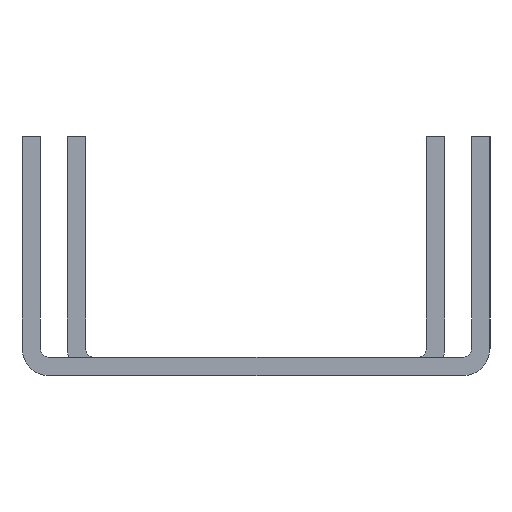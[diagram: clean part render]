
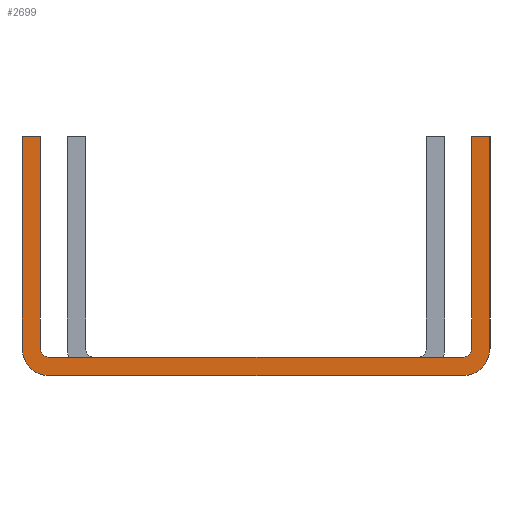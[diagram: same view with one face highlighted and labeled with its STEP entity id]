
A CAD part, left-side view. The second image highlights one B-rep face of the part: STEP entity #2699.
In plain terms, the highlighted planar face has unit normal (-1, 0, 0).
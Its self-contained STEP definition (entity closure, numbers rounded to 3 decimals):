
#466=CARTESIAN_POINT('',(-14.95,-11.2,0.0));
#467=VERTEX_POINT('',#466);
#474=CARTESIAN_POINT('',(-14.95,11.2,0.0));
#475=VERTEX_POINT('',#474);
#476=CARTESIAN_POINT('',(-14.95,-11.2,0.0));
#477=DIRECTION('',(0.0,1.0,0.0));
#478=VECTOR('',#477,22.4);
#479=LINE('',#476,#478);
#480=EDGE_CURVE('',#467,#475,#479,.T.);
#1587=CARTESIAN_POINT('',(-14.95,12.7,1.5));
#1588=VERTEX_POINT('',#1587);
#1597=CARTESIAN_POINT('',(-14.95,12.7,13.0));
#1598=VERTEX_POINT('',#1597);
#1599=CARTESIAN_POINT('',(-14.95,12.7,13.0));
#1600=DIRECTION('',(0.0,0.0,-1.0));
#1601=VECTOR('',#1600,11.5);
#1602=LINE('',#1599,#1601);
#1603=EDGE_CURVE('',#1598,#1588,#1602,.T.);
#1627=CARTESIAN_POINT('',(-14.95,11.7,13.0));
#1628=VERTEX_POINT('',#1627);
#1644=CARTESIAN_POINT('',(-14.95,12.7,13.0));
#1645=DIRECTION('',(0.0,-1.0,0.0));
#1646=VECTOR('',#1645,1.0);
#1647=LINE('',#1644,#1646);
#1648=EDGE_CURVE('',#1598,#1628,#1647,.T.);
#1660=CARTESIAN_POINT('',(-14.95,11.7,1.5));
#1661=VERTEX_POINT('',#1660);
#1675=CARTESIAN_POINT('',(-14.95,11.7,1.5));
#1676=DIRECTION('',(0.0,0.0,1.0));
#1677=VECTOR('',#1676,11.5);
#1678=LINE('',#1675,#1677);
#1679=EDGE_CURVE('',#1661,#1628,#1678,.T.);
#1690=CARTESIAN_POINT('',(-14.95,11.2,1.0));
#1691=VERTEX_POINT('',#1690);
#1692=CARTESIAN_POINT('',(-14.95,11.2,1.5));
#1693=DIRECTION('',(1.0,0.0,0.0));
#1694=DIRECTION('',(0.0,0.0,-1.0));
#1695=AXIS2_PLACEMENT_3D('',#1692,#1693,#1694);
#1696=CIRCLE('',#1695,0.5);
#1697=EDGE_CURVE('',#1691,#1661,#1696,.T.);
#1731=CARTESIAN_POINT('',(-14.95,11.2,1.5));
#1732=DIRECTION('',(1.0,0.0,0.0));
#1733=DIRECTION('',(0.0,0.0,-1.0));
#1734=AXIS2_PLACEMENT_3D('',#1731,#1732,#1733);
#1735=CIRCLE('',#1734,1.5);
#1736=EDGE_CURVE('',#475,#1588,#1735,.T.);
#2113=CARTESIAN_POINT('',(-14.95,-12.7,1.5));
#2114=VERTEX_POINT('',#2113);
#2129=CARTESIAN_POINT('',(-14.95,-12.7,13.0));
#2130=VERTEX_POINT('',#2129);
#2137=CARTESIAN_POINT('',(-14.95,-12.7,1.5));
#2138=DIRECTION('',(0.0,0.0,1.0));
#2139=VECTOR('',#2138,11.5);
#2140=LINE('',#2137,#2139);
#2141=EDGE_CURVE('',#2114,#2130,#2140,.T.);
#2153=CARTESIAN_POINT('',(-14.95,-11.7,13.0));
#2154=VERTEX_POINT('',#2153);
#2161=CARTESIAN_POINT('',(-14.95,-12.7,13.0));
#2162=DIRECTION('',(0.0,1.0,0.0));
#2163=VECTOR('',#2162,1.0);
#2164=LINE('',#2161,#2163);
#2165=EDGE_CURVE('',#2130,#2154,#2164,.T.);
#2182=CARTESIAN_POINT('',(-14.95,-11.7,1.5));
#2183=VERTEX_POINT('',#2182);
#2192=CARTESIAN_POINT('',(-14.95,-11.7,13.0));
#2193=DIRECTION('',(0.0,0.0,-1.0));
#2194=VECTOR('',#2193,11.5);
#2195=LINE('',#2192,#2194);
#2196=EDGE_CURVE('',#2154,#2183,#2195,.T.);
#2223=CARTESIAN_POINT('',(-14.95,-11.2,1.0));
#2224=VERTEX_POINT('',#2223);
#2231=CARTESIAN_POINT('',(-14.95,-11.2,1.5));
#2232=DIRECTION('',(-1.0,0.0,0.0));
#2233=DIRECTION('',(0.0,0.0,-1.0));
#2234=AXIS2_PLACEMENT_3D('',#2231,#2232,#2233);
#2235=CIRCLE('',#2234,0.5);
#2236=EDGE_CURVE('',#2224,#2183,#2235,.T.);
#2247=CARTESIAN_POINT('',(-14.95,-11.2,1.5));
#2248=DIRECTION('',(-1.0,0.0,0.0));
#2249=DIRECTION('',(0.0,0.0,-1.0));
#2250=AXIS2_PLACEMENT_3D('',#2247,#2248,#2249);
#2251=CIRCLE('',#2250,1.5);
#2252=EDGE_CURVE('',#467,#2114,#2251,.T.);
#2319=CARTESIAN_POINT('',(-14.95,-11.2,1.0));
#2320=DIRECTION('',(0.0,1.0,0.0));
#2321=VECTOR('',#2320,22.4);
#2322=LINE('',#2319,#2321);
#2323=EDGE_CURVE('',#2224,#1691,#2322,.T.);
#2680=CARTESIAN_POINT('',(-14.95,-12.7,0.0));
#2681=DIRECTION('',(-1.0,0.0,0.0));
#2682=DIRECTION('',(0.0,0.0,1.0));
#2683=AXIS2_PLACEMENT_3D('',#2680,#2681,#2682);
#2684=PLANE('',#2683);
#2685=ORIENTED_EDGE('',*,*,#480,.F.);
#2686=ORIENTED_EDGE('',*,*,#2252,.T.);
#2687=ORIENTED_EDGE('',*,*,#2141,.T.);
#2688=ORIENTED_EDGE('',*,*,#2165,.T.);
#2689=ORIENTED_EDGE('',*,*,#2196,.T.);
#2690=ORIENTED_EDGE('',*,*,#2236,.F.);
#2691=ORIENTED_EDGE('',*,*,#2323,.T.);
#2692=ORIENTED_EDGE('',*,*,#1697,.T.);
#2693=ORIENTED_EDGE('',*,*,#1679,.T.);
#2694=ORIENTED_EDGE('',*,*,#1648,.F.);
#2695=ORIENTED_EDGE('',*,*,#1603,.T.);
#2696=ORIENTED_EDGE('',*,*,#1736,.F.);
#2697=EDGE_LOOP('',(#2685,#2686,#2687,#2688,#2689,#2690,#2691,#2692,#2693,#2694,#2695,#2696));
#2698=FACE_OUTER_BOUND('',#2697,.T.);
#2699=ADVANCED_FACE('',(#2698),#2684,.T.);
